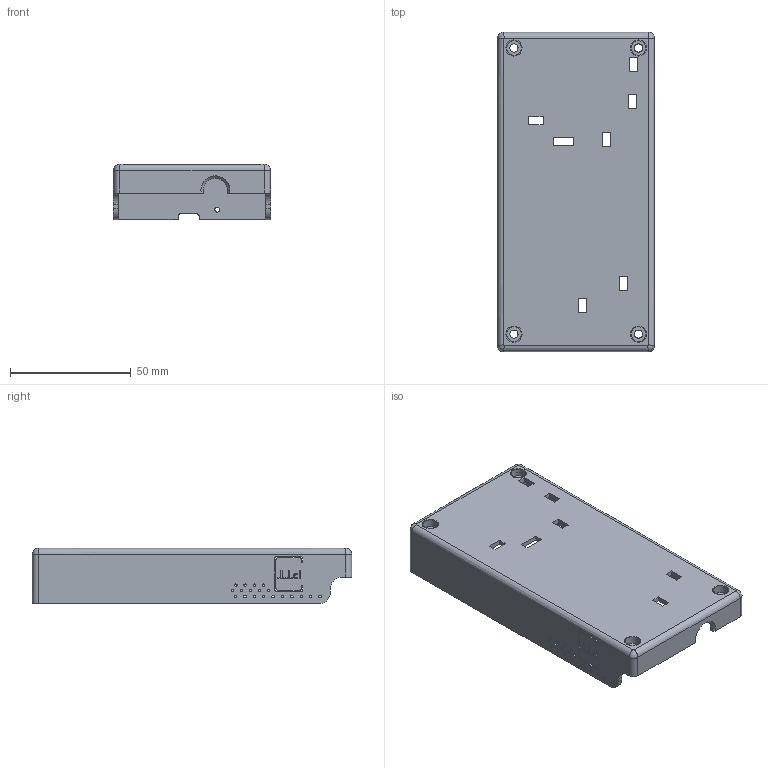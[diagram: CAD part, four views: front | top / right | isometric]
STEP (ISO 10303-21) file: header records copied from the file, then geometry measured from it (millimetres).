
FILE_DESCRIPTION(('FreeCAD Model'),'2;1');
FILE_NAME('Open CASCADE Shape Model','2023-05-22T13:02:59',('Author'),( ''),'Open CASCADE STEP processor 7.6','FreeCAD','Unknown');
FILE_SCHEMA(('AUTOMOTIVE_DESIGN { 1 0 10303 214 1 1 1 1 }'));
Length unit declared in the file: millimetre
Products named in the file (1): Body_case_back
Bounding box: 65.1 x 132.5 x 23 mm (x, y, z)
Volume: 31297.9 mm3; surface area: 33606.3 mm2
Topology: 1 solids, 1 shells, 321 faces, 879 edges, 581 vertices
Faces by surface type: plane 155, cylinder 84, extrusion 63, cone 11, bspline 8
Full cylindrical faces by diameter (mm): 1 x38, 2 x2, 3.4 x4, 6.1 x4, 6.7 x4
Entity records: 24662 total; most frequent: CARTESIAN_POINT 7610, DIRECTION 2863, VECTOR 1905, LINE 1842, ORIENTED_EDGE 1758, PCURVE 1758, DEFINITIONAL_REPRESENTATION 1758, EDGE_CURVE 879
